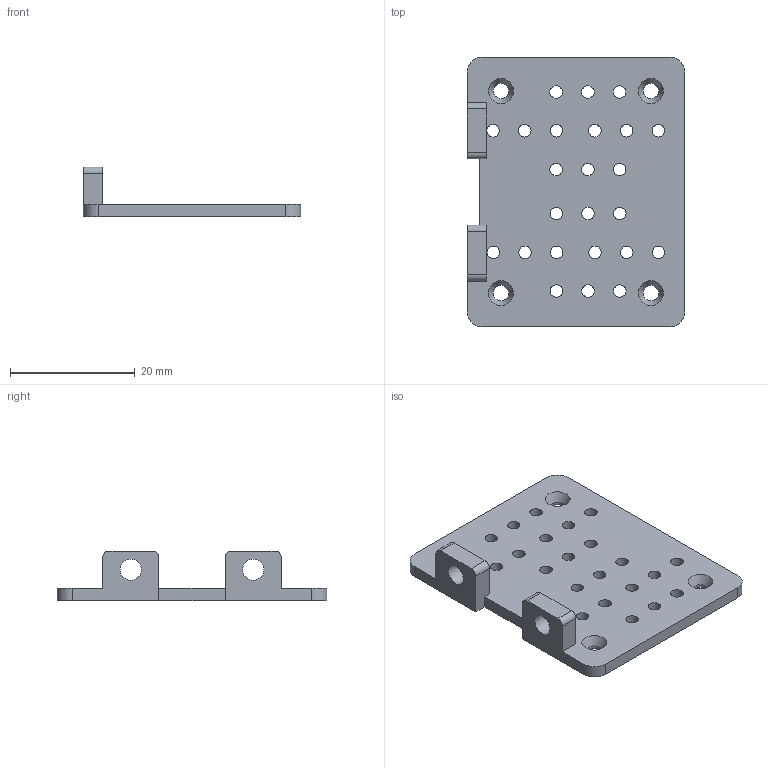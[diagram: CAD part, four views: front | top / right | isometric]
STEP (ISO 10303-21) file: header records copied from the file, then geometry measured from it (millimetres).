
FILE_DESCRIPTION(('FreeCAD Model'),'2;1');
FILE_NAME('Open CASCADE Shape Model','2025-07-14T09:02:30',(''),(''), 'Open CASCADE STEP processor 7.8','FreeCAD','Unknown');
FILE_SCHEMA(('AUTOMOTIVE_DESIGN { 1 0 10303 214 1 1 1 1 }'));
Length unit declared in the file: millimetre
Products named in the file (2): base-print; base
Assembly tree (1 placements, depth 2):
  base-print
    base
Bounding box: 34.8 x 43.2 x 8 mm (x, y, z)
Volume: 3019 mm3; surface area: 3744.6 mm2
Topology: 1 solids, 1 shells, 58 faces, 164 edges, 108 vertices
Faces by surface type: cylinder 38, plane 16, cone 4
Full cylindrical faces by diameter (mm): 2 x24, 2.5 x4, 3.4 x2
Entity records: 2076 total; most frequent: DIRECTION 364, CARTESIAN_POINT 332, ORIENTED_EDGE 328, EDGE_CURVE 164, AXIS2_PLACEMENT_3D 140, FACE_BOUND 118, EDGE_LOOP 118, VERTEX_POINT 108
